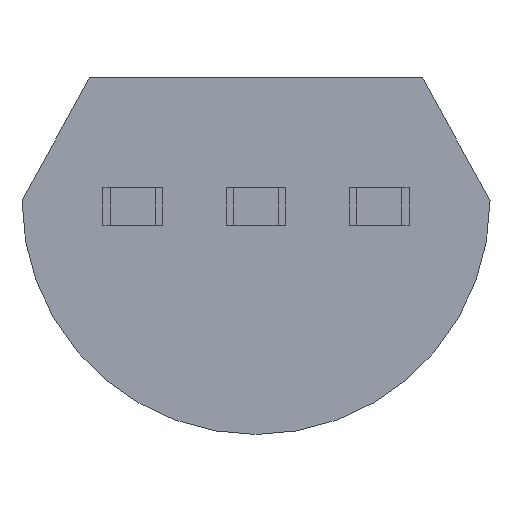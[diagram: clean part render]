
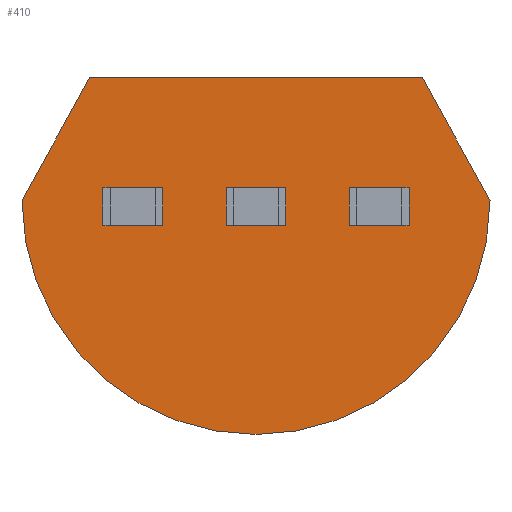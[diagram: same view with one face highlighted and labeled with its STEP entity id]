
A CAD part, front view. The second image highlights one B-rep face of the part: STEP entity #410.
In plain terms, the highlighted planar face has unit normal (0, -1, 0).
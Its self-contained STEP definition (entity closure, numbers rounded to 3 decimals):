
#24 = CARTESIAN_POINT ( 'NONE',  ( -2.412, 0., 0.573 ) ) ;
#55 = DIRECTION ( 'NONE',  ( 0., 0., 1. ) ) ;
#73 = CARTESIAN_POINT ( 'NONE',  ( 0., 0., 0.573 ) ) ;
#119 = ORIENTED_EDGE ( 'NONE', *, *, #172, .F. ) ;
#138 = VERTEX_POINT ( 'NONE', #24 ) ;
#160 = ORIENTED_EDGE ( 'NONE', *, *, #176, .F. ) ;
#172 = EDGE_CURVE ( 'NONE', #457, #138, #946, .T. ) ;
#176 = EDGE_CURVE ( 'NONE', #1210, #246, #1073, .T. ) ;
#193 = LINE ( 'NONE', #563, #914 ) ;
#197 = ORIENTED_EDGE ( 'NONE', *, *, #1177, .F. ) ;
#246 = VERTEX_POINT ( 'NONE', #783 ) ;
#259 = CARTESIAN_POINT ( 'NONE',  ( 0., 0., 1.84 ) ) ;
#285 = CARTESIAN_POINT ( 'NONE',  ( 0., 0., -1.84 ) ) ;
#291 = DIRECTION ( 'NONE',  ( -0.482, 0., -0.876 ) ) ;
#293 = LINE ( 'NONE', #259, #1400 ) ;
#334 = AXIS2_PLACEMENT_3D ( 'NONE', #900, #1133, #552 ) ;
#410 = ADVANCED_FACE ( 'NONE', ( #945 ), #1226, .F. ) ;
#442 = DIRECTION ( 'NONE',  ( 0.482, 0., -0.876 ) ) ;
#457 = VERTEX_POINT ( 'NONE', #285 ) ;
#523 = VECTOR ( 'NONE', #442, 1000. ) ;
#539 = VERTEX_POINT ( 'NONE', #697 ) ;
#550 = DIRECTION ( 'NONE',  ( 0., 1., 0. ) ) ;
#552 = DIRECTION ( 'NONE',  ( 0., 0., -1. ) ) ;
#563 = CARTESIAN_POINT ( 'NONE',  ( -1.715, 0., 1.84 ) ) ;
#594 = CIRCLE ( 'NONE', #1124, 2.412 ) ;
#631 = AXIS2_PLACEMENT_3D ( 'NONE', #907, #550, #55 ) ;
#653 = DIRECTION ( 'NONE',  ( 1., 0., 0. ) ) ;
#697 = CARTESIAN_POINT ( 'NONE',  ( -1.715, 0., 1.84 ) ) ;
#781 = DIRECTION ( 'NONE',  ( 0., 1., 0. ) ) ;
#783 = CARTESIAN_POINT ( 'NONE',  ( 2.412, 0., 0.573 ) ) ;
#797 = CARTESIAN_POINT ( 'NONE',  ( 1.715, 0., 1.84 ) ) ;
#801 = ORIENTED_EDGE ( 'NONE', *, *, #1135, .F. ) ;
#870 = CARTESIAN_POINT ( 'NONE',  ( 1.715, 0., 1.84 ) ) ;
#900 = CARTESIAN_POINT ( 'NONE',  ( 0., 0., 0.573 ) ) ;
#907 = CARTESIAN_POINT ( 'NONE',  ( 0., 0., 0.573 ) ) ;
#914 = VECTOR ( 'NONE', #291, 1000. ) ;
#944 = EDGE_CURVE ( 'NONE', #539, #138, #193, .T. ) ;
#945 = FACE_OUTER_BOUND ( 'NONE', #1415, .T. ) ;
#946 = CIRCLE ( 'NONE', #334, 2.412 ) ;
#1031 = DIRECTION ( 'NONE',  ( 0., 0., -1. ) ) ;
#1073 = LINE ( 'NONE', #797, #523 ) ;
#1124 = AXIS2_PLACEMENT_3D ( 'NONE', #73, #781, #1031 ) ;
#1133 = DIRECTION ( 'NONE',  ( 0., 1., 0. ) ) ;
#1135 = EDGE_CURVE ( 'NONE', #539, #1210, #293, .T. ) ;
#1177 = EDGE_CURVE ( 'NONE', #246, #457, #594, .T. ) ;
#1210 = VERTEX_POINT ( 'NONE', #870 ) ;
#1226 = PLANE ( 'NONE',  #631 ) ;
#1285 = ORIENTED_EDGE ( 'NONE', *, *, #944, .T. ) ;
#1400 = VECTOR ( 'NONE', #653, 1000. ) ;
#1415 = EDGE_LOOP ( 'NONE', ( #1285, #119, #197, #160, #801 ) ) ;
